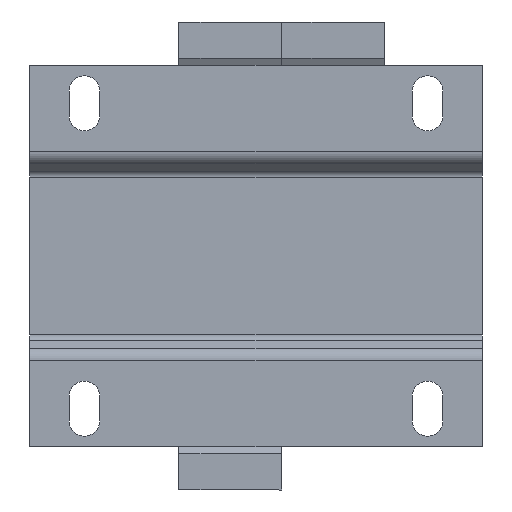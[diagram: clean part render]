
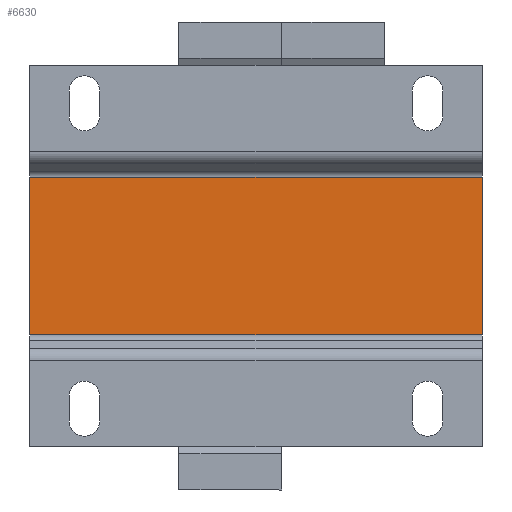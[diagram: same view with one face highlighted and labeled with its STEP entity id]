
A CAD part, front view. The second image highlights one B-rep face of the part: STEP entity #6630.
In plain terms, the highlighted planar face has unit normal (0, -1, 0).
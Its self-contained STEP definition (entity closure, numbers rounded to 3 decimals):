
#246 = AXIS2_PLACEMENT_3D ( 'NONE', #3464, #2165, #341 ) ;
#302 = LINE ( 'NONE', #6786, #4198 ) ;
#305 = EDGE_CURVE ( 'Defeature ausgef�hrt1_86+Defeature ausgef�hrt1_66+Defeature ausgef�hrt1_84+Defeature ausgef�hrt1_85', #1270, #7923, #1962, .T. ) ;
#341 = DIRECTION ( 'NONE',  ( 1., 0., 0. ) ) ;
#851 = DIRECTION ( 'NONE',  ( -1., 0., 0. ) ) ;
#874 = CARTESIAN_POINT ( 'NONE',  ( 33., -28.5, 27.8 ) ) ;
#945 = VERTEX_POINT ( 'NONE', #4473 ) ;
#1270 = VERTEX_POINT ( 'NONE', #3572 ) ;
#1406 = EDGE_CURVE ( 'Defeature ausgef�hrt1_66+Defeature ausgef�hrt1_73+Defeature ausgef�hrt1_64+Defeature ausgef�hrt1_65', #945, #5606, #302, .T. ) ;
#1540 = PLANE ( 'NONE',  #246 ) ;
#1604 = LINE ( 'NONE', #5611, #3762 ) ;
#1659 = ORIENTED_EDGE ( 'NONE', *, *, #6379, .F. ) ;
#1693 = CARTESIAN_POINT ( 'NONE',  ( -33., -28.5, -11.5 ) ) ;
#1962 = LINE ( 'NONE', #5851, #4123 ) ;
#2165 = DIRECTION ( 'NONE',  ( 0., 1., 0. ) ) ;
#2190 = VECTOR ( 'NONE', #2774, 1000. ) ;
#2750 = ORIENTED_EDGE ( 'NONE', *, *, #1406, .T. ) ;
#2774 = DIRECTION ( 'NONE',  ( 0., 0., -1. ) ) ;
#3422 = CARTESIAN_POINT ( 'NONE',  ( -33., -28.5, 11.5 ) ) ;
#3464 = CARTESIAN_POINT ( 'NONE',  ( 0., -28.5, 0. ) ) ;
#3572 = CARTESIAN_POINT ( 'NONE',  ( 33., -28.5, -11.5 ) ) ;
#3762 = VECTOR ( 'NONE', #6178, 1000. ) ;
#3781 = LINE ( 'NONE', #874, #2190 ) ;
#4123 = VECTOR ( 'NONE', #851, 1000. ) ;
#4198 = VECTOR ( 'NONE', #6199, 1000. ) ;
#4473 = CARTESIAN_POINT ( 'NONE',  ( 33., -28.5, 11.5 ) ) ;
#4640 = FACE_OUTER_BOUND ( 'NONE', #5173, .T. ) ;
#5173 = EDGE_LOOP ( 'NONE', ( #5259, #7158, #2750, #1659 ) ) ;
#5259 = ORIENTED_EDGE ( 'NONE', *, *, #305, .F. ) ;
#5606 = VERTEX_POINT ( 'NONE', #3422 ) ;
#5611 = CARTESIAN_POINT ( 'NONE',  ( -33., -28.5, 27.8 ) ) ;
#5851 = CARTESIAN_POINT ( 'NONE',  ( 0., -28.5, -11.5 ) ) ;
#5976 = EDGE_CURVE ( 'Defeature ausgef�hrt1_64+Defeature ausgef�hrt1_66+Defeature ausgef�hrt1_71+Defeature ausgef�hrt1_84', #945, #1270, #3781, .T. ) ;
#6178 = DIRECTION ( 'NONE',  ( 0., 0., 1. ) ) ;
#6199 = DIRECTION ( 'NONE',  ( -1., 0., 0. ) ) ;
#6379 = EDGE_CURVE ( 'Defeature ausgef�hrt1_65+Defeature ausgef�hrt1_66+Defeature ausgef�hrt1_85+Defeature ausgef�hrt1_72', #7923, #5606, #1604, .T. ) ;
#6630 = ADVANCED_FACE ( 'Defeature ausgef�hrt1_66', ( #4640 ), #1540, .F. ) ;
#6786 = CARTESIAN_POINT ( 'NONE',  ( 0., -28.5, 11.5 ) ) ;
#7158 = ORIENTED_EDGE ( 'NONE', *, *, #5976, .F. ) ;
#7923 = VERTEX_POINT ( 'NONE', #1693 ) ;
